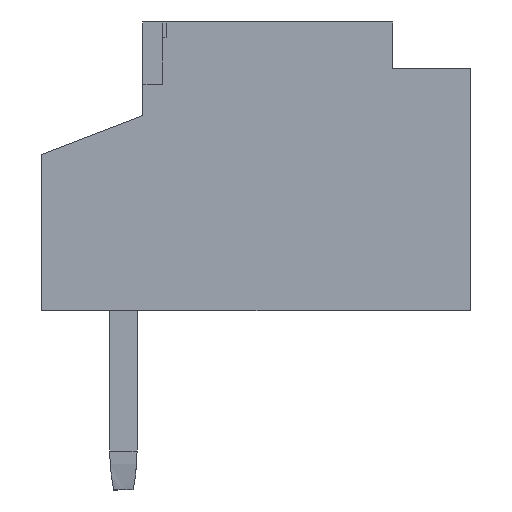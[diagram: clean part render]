
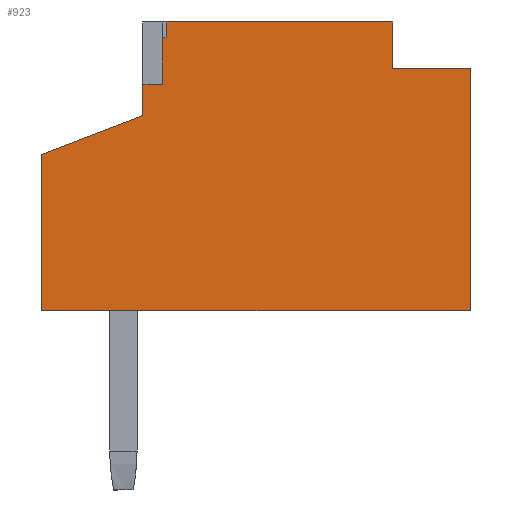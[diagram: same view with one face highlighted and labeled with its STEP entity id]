
A CAD part, left-side view. The second image highlights one B-rep face of the part: STEP entity #923.
In plain terms, the highlighted planar face has unit normal (-1, 0, 0).
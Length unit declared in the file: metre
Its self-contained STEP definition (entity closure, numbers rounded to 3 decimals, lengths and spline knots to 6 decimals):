
#765 = EDGE_CURVE( '', #2209, #2210, #2211, .T. );
#923 = ADVANCED_FACE( '', ( #2490 ), #2491, .T. );
#1015 = EDGE_CURVE( '', #2641, #2642, #2643, .T. );
#1035 = EDGE_CURVE( '', #2675, #2676, #2677, .T. );
#1211 = EDGE_CURVE( '', #2676, #2788, #2945, .T. );
#1285 = EDGE_CURVE( '', #3047, #2641, #3048, .T. );
#1305 = EDGE_CURVE( '', #2977, #2746, #3075, .T. );
#1315 = EDGE_CURVE( '', #2209, #2746, #3088, .T. );
#1661 = EDGE_CURVE( '', #3194, #2788, #3536, .T. );
#1807 = EDGE_CURVE( '', #3047, #2210, #3714, .T. );
#1831 = EDGE_CURVE( '', #2637, #3194, #3741, .T. );
#1849 = EDGE_CURVE( '', #2977, #2637, #3764, .T. );
#2107 = EDGE_CURVE( '', #2675, #2642, #4060, .T. );
#2209 = VERTEX_POINT( '', #4171 );
#2210 = VERTEX_POINT( '', #4172 );
#2211 = LINE( '', #4173, #4174 );
#2490 = FACE_OUTER_BOUND( '', #4619, .T. );
#2491 = PLANE( '', #4620 );
#2637 = VERTEX_POINT( '', #4891 );
#2641 = VERTEX_POINT( '', #4897 );
#2642 = VERTEX_POINT( '', #4898 );
#2643 = LINE( '', #4899, #4900 );
#2675 = VERTEX_POINT( '', #4947 );
#2676 = VERTEX_POINT( '', #4948 );
#2677 = LINE( '', #4949, #4950 );
#2746 = VERTEX_POINT( '', #5058 );
#2788 = VERTEX_POINT( '', #5149 );
#2945 = LINE( '', #5385, #5386 );
#2977 = VERTEX_POINT( '', #5461 );
#3047 = VERTEX_POINT( '', #5596 );
#3048 = LINE( '', #5597, #5598 );
#3075 = LINE( '', #5665, #5666 );
#3088 = LINE( '', #5682, #5683 );
#3194 = VERTEX_POINT( '', #5916 );
#3536 = LINE( '', #6530, #6531 );
#3714 = LINE( '', #6824, #6825 );
#3741 = LINE( '', #6877, #6878 );
#3764 = LINE( '', #6908, #6909 );
#4060 = LINE( '', #7489, #7490 );
#4171 = CARTESIAN_POINT( '', ( -0.003375, 0.00145, 0.0029 ) );
#4172 = CARTESIAN_POINT( '', ( -0.003375, 0.00145, 0.0025 ) );
#4173 = CARTESIAN_POINT( '', ( -0.003375, 0.00145, 0.0029 ) );
#4174 = VECTOR( '', #7575, 1. );
#4619 = EDGE_LOOP( '', ( #7852, #7853, #7854, #7855, #7856, #7857, #7858, #7859, #7860, #7861, #7862, #7863 ) );
#4620 = AXIS2_PLACEMENT_3D( '', #7864, #7865, #7866 );
#4891 = CARTESIAN_POINT( '', ( -0.003375, 0.00115, 0.0035 ) );
#4897 = CARTESIAN_POINT( '', ( -0.003375, 0.00275, 0. ) );
#4898 = CARTESIAN_POINT( '', ( -0.003375, -0.00275, 0. ) );
#4899 = CARTESIAN_POINT( '', ( -0.003375, 0.00275, 0. ) );
#4900 = VECTOR( '', #7980, 1. );
#4947 = CARTESIAN_POINT( '', ( -0.003375, -0.00275, 0.0031 ) );
#4948 = CARTESIAN_POINT( '', ( -0.003375, -0.00175, 0.0031 ) );
#4949 = CARTESIAN_POINT( '', ( -0.003375, -0.00275, 0.0031 ) );
#4950 = VECTOR( '', #8006, 1. );
#5058 = CARTESIAN_POINT( '', ( -0.003375, 0.0012, 0.0029 ) );
#5149 = CARTESIAN_POINT( '', ( -0.003375, -0.00175, 0.0037 ) );
#5385 = CARTESIAN_POINT( '', ( -0.003375, -0.00175, 0.0035 ) );
#5386 = VECTOR( '', #8252, 1. );
#5461 = CARTESIAN_POINT( '', ( -0.003375, 0.0012, 0.0035 ) );
#5596 = CARTESIAN_POINT( '', ( -0.003375, 0.00275, 0.002 ) );
#5597 = CARTESIAN_POINT( '', ( -0.003375, 0.00275, 0.002 ) );
#5598 = VECTOR( '', #8397, 1. );
#5665 = CARTESIAN_POINT( '', ( -0.003375, 0.0012, 0.0035 ) );
#5666 = VECTOR( '', #8431, 1. );
#5682 = CARTESIAN_POINT( '', ( -0.003375, 0.00145, 0.0029 ) );
#5683 = VECTOR( '', #8457, 1. );
#5916 = CARTESIAN_POINT( '', ( -0.003375, 0.00115, 0.0037 ) );
#6530 = CARTESIAN_POINT( '', ( -0.003375, 0.00115, 0.0037 ) );
#6531 = VECTOR( '', #9001, 1. );
#6824 = CARTESIAN_POINT( '', ( -0.003375, 0.00275, 0.002 ) );
#6825 = VECTOR( '', #9262, 1. );
#6877 = CARTESIAN_POINT( '', ( -0.003375, 0.00115, 0.0035 ) );
#6878 = VECTOR( '', #9286, 1. );
#6908 = CARTESIAN_POINT( '', ( -0.003375, 0.0012, 0.0035 ) );
#6909 = VECTOR( '', #9330, 1. );
#7489 = CARTESIAN_POINT( '', ( -0.003375, -0.00275, 0.0031 ) );
#7490 = VECTOR( '', #9728, 1. );
#7575 = DIRECTION( '', ( 0., 0., -1. ) );
#7852 = ORIENTED_EDGE( '', *, *, #1315, .F. );
#7853 = ORIENTED_EDGE( '', *, *, #765, .T. );
#7854 = ORIENTED_EDGE( '', *, *, #1807, .F. );
#7855 = ORIENTED_EDGE( '', *, *, #1285, .T. );
#7856 = ORIENTED_EDGE( '', *, *, #1015, .T. );
#7857 = ORIENTED_EDGE( '', *, *, #2107, .F. );
#7858 = ORIENTED_EDGE( '', *, *, #1035, .T. );
#7859 = ORIENTED_EDGE( '', *, *, #1211, .T. );
#7860 = ORIENTED_EDGE( '', *, *, #1661, .F. );
#7861 = ORIENTED_EDGE( '', *, *, #1831, .F. );
#7862 = ORIENTED_EDGE( '', *, *, #1849, .F. );
#7863 = ORIENTED_EDGE( '', *, *, #1305, .T. );
#7864 = CARTESIAN_POINT( '', ( -0.003375, 0.00275, 0.0035 ) );
#7865 = DIRECTION( '', ( -1., 0., 0. ) );
#7866 = DIRECTION( '', ( 0., 0., 1. ) );
#7980 = DIRECTION( '', ( 0., -1., 0. ) );
#8006 = DIRECTION( '', ( 0., 1., 0. ) );
#8252 = DIRECTION( '', ( 0., 0., 1. ) );
#8397 = DIRECTION( '', ( 0., 0., -1. ) );
#8431 = DIRECTION( '', ( 0., 0., -1. ) );
#8457 = DIRECTION( '', ( 0., -1., 0. ) );
#9001 = DIRECTION( '', ( 0., -1., 0. ) );
#9262 = DIRECTION( '', ( 0., -0.933, 0.359 ) );
#9286 = DIRECTION( '', ( 0., 0., 1. ) );
#9330 = DIRECTION( '', ( 0., -1., 0. ) );
#9728 = DIRECTION( '', ( 0., 0., -1. ) );
